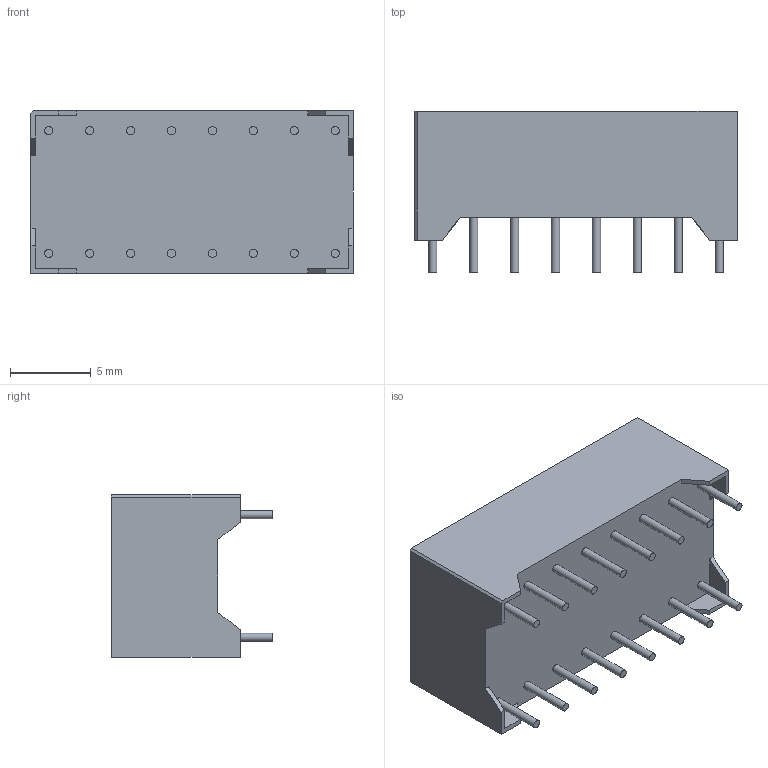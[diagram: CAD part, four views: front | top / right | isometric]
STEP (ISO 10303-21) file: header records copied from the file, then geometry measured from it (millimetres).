
FILE_DESCRIPTION(/* description */ (''),/* implementation_level */ '2;1');
FILE_NAME(/* name */ 'LED Bar Graph Yellow LDA-B8ZX.step',/* time_stamp */ '2022-01-08T13:40:02+11:00',/* author */ (''),/* organization */ (''),/* preprocessor_version */ 'ST-DEVELOPER v18.1',/* originating_system */ 'Autodesk Translation Framework v10.10.0.1391',/* authorisation */ '');
FILE_SCHEMA (('AUTOMOTIVE_DESIGN { 1 0 10303 214 3 1 1 }'));
Length unit declared in the file: millimetre
Products named in the file (1): LED Bar Graph Yellow LDA-B8ZX
Bounding box: 20 x 10 x 10.1 mm (x, y, z)
Volume: 1142.5 mm3; surface area: 1750.8 mm2
Topology: 25 solids, 25 shells, 163 faces, 315 edges, 210 vertices
Faces by surface type: plane 147, cylinder 16
Full cylindrical faces by diameter (mm): 0.51 x16
Entity records: 4112 total; most frequent: CARTESIAN_POINT 689, DIRECTION 675, ORIENTED_EDGE 630, EDGE_CURVE 315, LINE 283, VECTOR 283, VERTEX_POINT 210, AXIS2_PLACEMENT_3D 196
